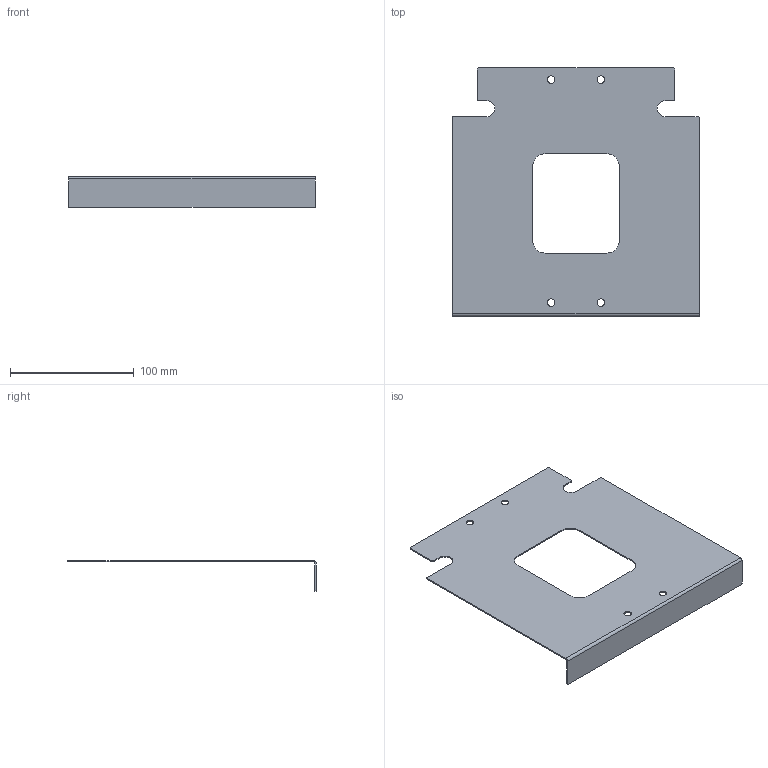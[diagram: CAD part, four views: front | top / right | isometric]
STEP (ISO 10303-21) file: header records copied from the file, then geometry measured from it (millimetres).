
FILE_DESCRIPTION(/* description */ (''),/* implementation_level */ '2;1');
FILE_NAME(/* name */ '001082 - Tiny V2 Abdeckblech v10.step',/* time_stamp */ '2022-05-04T22:09:18+02:00',/* author */ (''),/* organization */ (''),/* preprocessor_version */ 'ST-DEVELOPER v18.1',/* originating_system */ 'Autodesk Translation Framework v10.14.0.1471',/* authorisation */ '');
FILE_SCHEMA (('AUTOMOTIVE_DESIGN { 1 0 10303 214 3 1 1 }'));
Length unit declared in the file: millimetre
Products named in the file (1): 001082 - Tiny V2 Abdeckblech
Bounding box: 199 x 200.5 x 25 mm (x, y, z)
Volume: 37010.9 mm3; surface area: 75267.6 mm2
Topology: 1 solids, 1 shells, 41 faces, 109 edges, 70 vertices
Faces by surface type: plane 22, cylinder 19
Full cylindrical faces by diameter (mm): 6 x4
Entity records: 1337 total; most frequent: DIRECTION 231, CARTESIAN_POINT 221, ORIENTED_EDGE 218, EDGE_CURVE 109, AXIS2_PLACEMENT_3D 80, LINE 71, VECTOR 71, VERTEX_POINT 70
